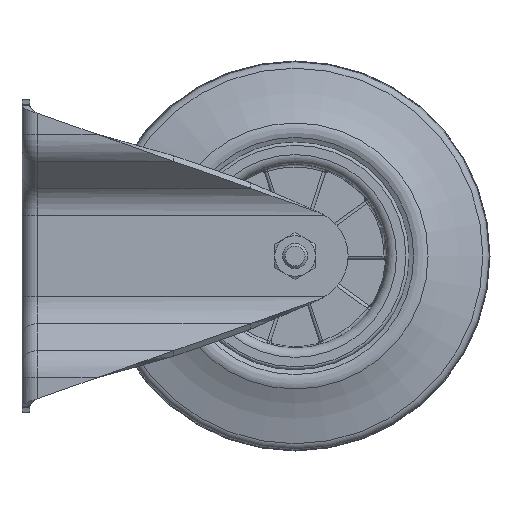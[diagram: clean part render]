
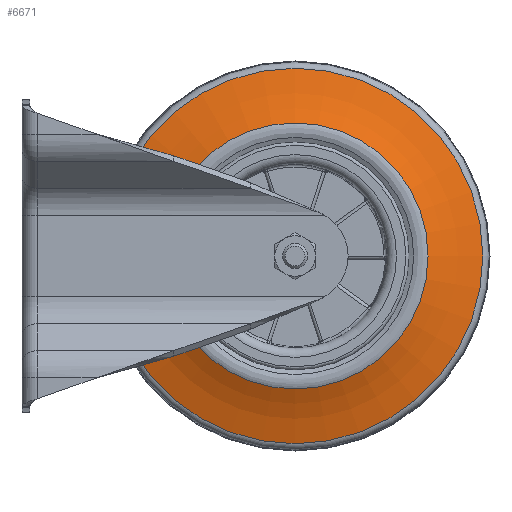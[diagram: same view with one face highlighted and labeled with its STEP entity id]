
A CAD part, left-side view. The second image highlights one B-rep face of the part: STEP entity #6671.
In plain terms, the highlighted toroidal (fillet/blend) face has major radius 74.179 mm and minor radius 70 mm.
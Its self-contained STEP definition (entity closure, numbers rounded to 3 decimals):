
#1378=TOROIDAL_SURFACE('',#7103,74.179,70.);
#1437=FACE_BOUND('',#1932,.T.);
#1504=FACE_OUTER_BOUND('',#1931,.T.);
#1931=EDGE_LOOP('',(#4272));
#1932=EDGE_LOOP('',(#4273));
#2420=CIRCLE('',#7104,42.611);
#2421=CIRCLE('',#7105,60.165);
#2689=VERTEX_POINT('',#9146);
#2690=VERTEX_POINT('',#9148);
#3299=EDGE_CURVE('',#2689,#2689,#2420,.T.);
#3300=EDGE_CURVE('',#2690,#2690,#2421,.T.);
#4272=ORIENTED_EDGE('',*,*,#3299,.F.);
#4273=ORIENTED_EDGE('',*,*,#3300,.F.);
#6671=ADVANCED_FACE('',(#1504,#1437),#1378,.F.);
#7103=AXIS2_PLACEMENT_3D('',#9145,#7682,#7683);
#7104=AXIS2_PLACEMENT_3D('',#9147,#7684,#7685);
#7105=AXIS2_PLACEMENT_3D('',#9149,#7686,#7687);
#7682=DIRECTION('center_axis',(1.,0.,0.));
#7683=DIRECTION('ref_axis',(0.,1.,0.));
#7684=DIRECTION('center_axis',(-1.,0.,0.));
#7685=DIRECTION('ref_axis',(0.,0.,-1.));
#7686=DIRECTION('center_axis',(1.,0.,0.));
#7687=DIRECTION('ref_axis',(0.,0.,-1.));
#9145=CARTESIAN_POINT('Origin',(-80.282,-87.5,0.));
#9146=CARTESIAN_POINT('',(-17.804,-87.5,-42.611));
#9147=CARTESIAN_POINT('Origin',(-17.804,-87.5,0.));
#9148=CARTESIAN_POINT('',(-11.699,-87.5,-60.165));
#9149=CARTESIAN_POINT('Origin',(-11.699,-87.5,0.));
